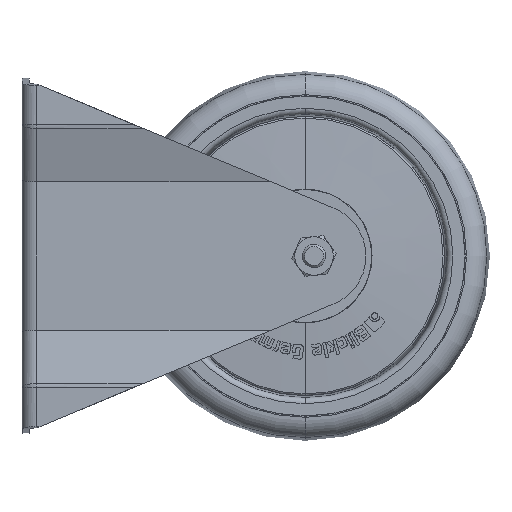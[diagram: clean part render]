
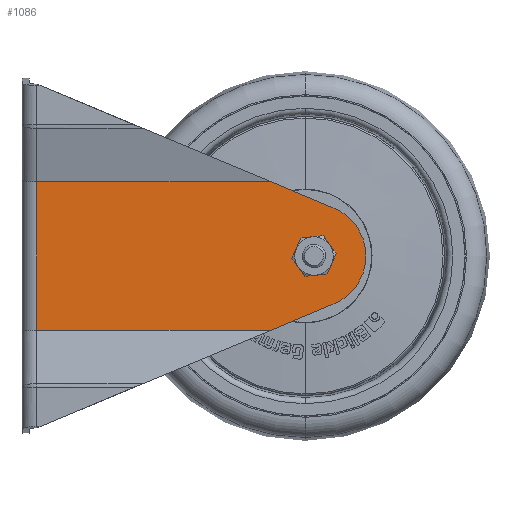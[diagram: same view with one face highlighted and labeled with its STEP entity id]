
A CAD part, left-side view. The second image highlights one B-rep face of the part: STEP entity #1086.
In plain terms, the highlighted face is planar.
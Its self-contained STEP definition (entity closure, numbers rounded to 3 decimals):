
#536 = VERTEX_POINT ( 'NONE', #64293 ) ;
#1086 = ADVANCED_FACE ( 'NONE', ( #18669, #35502 ), #21839, .T. ) ;
#2623 = ORIENTED_EDGE ( 'NONE', *, *, #26593, .T. ) ;
#3120 = VECTOR ( 'NONE', #13439, 1000. ) ;
#3696 = AXIS2_PLACEMENT_3D ( 'NONE', #34888, #84847, #42100 ) ;
#7212 = CARTESIAN_POINT ( 'NONE',  ( 25., -21., 5. ) ) ;
#8274 = EDGE_CURVE ( 'NONE', #89409, #55774, #32662, .T. ) ;
#11366 = EDGE_CURVE ( 'NONE', #20071, #47361, #71332, .T. ) ;
#13439 = DIRECTION ( 'NONE',  ( 0., 0., -1. ) ) ;
#18422 = AXIS2_PLACEMENT_3D ( 'NONE', #82009, #39212, #89120 ) ;
#18669 = FACE_BOUND ( 'NONE', #54018, .T. ) ;
#18832 = LINE ( 'NONE', #74163, #21098 ) ;
#20071 = VERTEX_POINT ( 'NONE', #68002 ) ;
#21098 = VECTOR ( 'NONE', #81257, 1000. ) ;
#21532 = DIRECTION ( 'NONE',  ( 0., -1., 0. ) ) ;
#21657 = CARTESIAN_POINT ( 'NONE',  ( 25., -21., 84.034 ) ) ;
#21839 = PLANE ( 'NONE',  #30851 ) ;
#22159 = LINE ( 'NONE', #63662, #3120 ) ;
#25174 = CARTESIAN_POINT ( 'NONE',  ( 0., -21., 98.5 ) ) ;
#26400 = LINE ( 'NONE', #71926, #45493 ) ;
#26593 = EDGE_CURVE ( 'NONE', #53666, #89409, #18832, .T. ) ;
#26885 = VECTOR ( 'NONE', #70917, 1000. ) ;
#27784 = ORIENTED_EDGE ( 'NONE', *, *, #11366, .T. ) ;
#29032 = DIRECTION ( 'NONE',  ( 1., 0., 0. ) ) ;
#29146 = LINE ( 'NONE', #63777, #26885 ) ;
#30851 = AXIS2_PLACEMENT_3D ( 'NONE', #57614, #21532, #29032 ) ;
#31053 = VERTEX_POINT ( 'NONE', #7212 ) ;
#32368 = DIRECTION ( 'NONE',  ( 1., 0., 0. ) ) ;
#32662 = CIRCLE ( 'NONE', #18422, 17.5 ) ;
#34888 = CARTESIAN_POINT ( 'NONE',  ( 0., -21., 98.5 ) ) ;
#35502 = FACE_OUTER_BOUND ( 'NONE', #55457, .T. ) ;
#38182 = DIRECTION ( 'NONE',  ( 1., 0., 0. ) ) ;
#39212 = DIRECTION ( 'NONE',  ( 0., -1., 0. ) ) ;
#40699 = ORIENTED_EDGE ( 'NONE', *, *, #8274, .T. ) ;
#42100 = DIRECTION ( 'NONE',  ( 1., 0., 0. ) ) ;
#42436 = EDGE_CURVE ( 'NONE', #53666, #31053, #22159, .T. ) ;
#45493 = VECTOR ( 'NONE', #38182, 1000. ) ;
#45535 = VECTOR ( 'NONE', #60946, 1000. ) ;
#46722 = CIRCLE ( 'NONE', #3696, 4.25 ) ;
#47361 = VERTEX_POINT ( 'NONE', #77914 ) ;
#48645 = EDGE_CURVE ( 'NONE', #536, #91618, #46722, .T. ) ;
#51108 = EDGE_CURVE ( 'NONE', #91618, #536, #75042, .T. ) ;
#53076 = ORIENTED_EDGE ( 'NONE', *, *, #48645, .F. ) ;
#53652 = ORIENTED_EDGE ( 'NONE', *, *, #42436, .F. ) ;
#53666 = VERTEX_POINT ( 'NONE', #21657 ) ;
#54018 = EDGE_LOOP ( 'NONE', ( #53076, #90847 ) ) ;
#55457 = EDGE_LOOP ( 'NONE', ( #2623, #40699, #66504, #27784, #89212, #53652 ) ) ;
#55774 = VERTEX_POINT ( 'NONE', #89853 ) ;
#57614 = CARTESIAN_POINT ( 'NONE',  ( 0., -21., 130. ) ) ;
#60946 = DIRECTION ( 'NONE',  ( 0., 0., -1. ) ) ;
#61519 = AXIS2_PLACEMENT_3D ( 'NONE', #25174, #75308, #32368 ) ;
#63662 = CARTESIAN_POINT ( 'NONE',  ( 25., -21., 130. ) ) ;
#63777 = CARTESIAN_POINT ( 'NONE',  ( -4.954, -21., 132.068 ) ) ;
#64293 = CARTESIAN_POINT ( 'NONE',  ( 0., -21., 102.75 ) ) ;
#64826 = CARTESIAN_POINT ( 'NONE',  ( 16.15, -21., 105.24 ) ) ;
#66504 = ORIENTED_EDGE ( 'NONE', *, *, #76805, .F. ) ;
#68002 = CARTESIAN_POINT ( 'NONE',  ( -25., -21., 84.034 ) ) ;
#70917 = DIRECTION ( 'NONE',  ( 0.385, 0., 0.923 ) ) ;
#71332 = LINE ( 'NONE', #82363, #45535 ) ;
#71926 = CARTESIAN_POINT ( 'NONE',  ( 25., -21., 5. ) ) ;
#74163 = CARTESIAN_POINT ( 'NONE',  ( 4.954, -21., 132.068 ) ) ;
#75042 = CIRCLE ( 'NONE', #61519, 4.25 ) ;
#75167 = EDGE_CURVE ( 'NONE', #47361, #31053, #26400, .T. ) ;
#75308 = DIRECTION ( 'NONE',  ( 0., -1., 0. ) ) ;
#76805 = EDGE_CURVE ( 'NONE', #20071, #55774, #29146, .T. ) ;
#77914 = CARTESIAN_POINT ( 'NONE',  ( -25., -21., 5. ) ) ;
#81257 = DIRECTION ( 'NONE',  ( -0.385, 0., 0.923 ) ) ;
#82009 = CARTESIAN_POINT ( 'NONE',  ( 0., -21., 98.5 ) ) ;
#82363 = CARTESIAN_POINT ( 'NONE',  ( -25., -21., 130. ) ) ;
#84847 = DIRECTION ( 'NONE',  ( 0., -1., 0. ) ) ;
#85582 = CARTESIAN_POINT ( 'NONE',  ( 0., -21., 94.25 ) ) ;
#89120 = DIRECTION ( 'NONE',  ( 1., 0., 0. ) ) ;
#89212 = ORIENTED_EDGE ( 'NONE', *, *, #75167, .T. ) ;
#89409 = VERTEX_POINT ( 'NONE', #64826 ) ;
#89853 = CARTESIAN_POINT ( 'NONE',  ( -16.15, -21., 105.24 ) ) ;
#90847 = ORIENTED_EDGE ( 'NONE', *, *, #51108, .F. ) ;
#91618 = VERTEX_POINT ( 'NONE', #85582 ) ;
